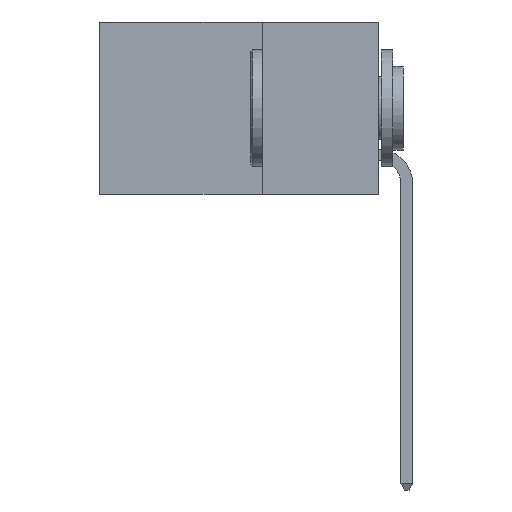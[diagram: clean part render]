
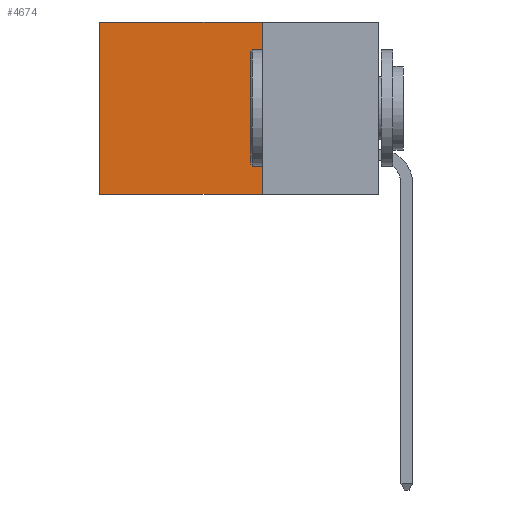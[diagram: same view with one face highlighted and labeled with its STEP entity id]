
A CAD part, left-side view. The second image highlights one B-rep face of the part: STEP entity #4674.
In plain terms, the highlighted planar face has unit normal (-1, 0, 0).
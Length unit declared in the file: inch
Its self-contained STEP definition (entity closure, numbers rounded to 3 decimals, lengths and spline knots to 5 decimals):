
#168 = ORIENTED_EDGE ( 'NONE', *, *, #13499, .T. ) ;
#203 = CARTESIAN_POINT ( 'NONE',  ( 0.2615, 0.25, -0.37 ) ) ;
#562 = VERTEX_POINT ( 'NONE', #15832 ) ;
#1829 = VECTOR ( 'NONE', #14491, 39.37008 ) ;
#2022 = AXIS2_PLACEMENT_3D ( 'NONE', #5520, #5504, #5477 ) ;
#3891 = DIRECTION ( 'NONE',  ( 0., 0., -1. ) ) ;
#4342 = ORIENTED_EDGE ( 'NONE', *, *, #13273, .F. ) ;
#4674 = ADVANCED_FACE ( 'NONE', ( #11296 ), #5710, .F. ) ;
#4887 = CARTESIAN_POINT ( 'NONE',  ( 0.2615, 0.25, 0. ) ) ;
#5096 = CARTESIAN_POINT ( 'NONE',  ( 0.2615, 0.6, 0. ) ) ;
#5477 = DIRECTION ( 'NONE',  ( 0., 0., -1. ) ) ;
#5504 = DIRECTION ( 'NONE',  ( 1., 0., 0. ) ) ;
#5520 = CARTESIAN_POINT ( 'NONE',  ( 0.2615, 0.25, -0.37 ) ) ;
#5701 = DIRECTION ( 'NONE',  ( 0., 0., -1. ) ) ;
#5710 = PLANE ( 'NONE',  #2022 ) ;
#6060 = VERTEX_POINT ( 'NONE', #13958 ) ;
#6509 = LINE ( 'NONE', #9840, #16965 ) ;
#6891 = ORIENTED_EDGE ( 'NONE', *, *, #12495, .T. ) ;
#7068 = DIRECTION ( 'NONE',  ( 0., 1., 0. ) ) ;
#8267 = VERTEX_POINT ( 'NONE', #5096 ) ;
#9318 = CARTESIAN_POINT ( 'NONE',  ( 0.2615, 0.25, -0.37 ) ) ;
#9840 = CARTESIAN_POINT ( 'NONE',  ( 0.2615, 0.6, -0.37 ) ) ;
#10372 = VECTOR ( 'NONE', #3891, 39.37008 ) ;
#11296 = FACE_OUTER_BOUND ( 'NONE', #15029, .T. ) ;
#11378 = LINE ( 'NONE', #203, #14603 ) ;
#11692 = CARTESIAN_POINT ( 'NONE',  ( 0.2615, 0.25, -0.37 ) ) ;
#12351 = LINE ( 'NONE', #4887, #1829 ) ;
#12495 = EDGE_CURVE ( 'NONE', #6060, #8267, #12351, .T. ) ;
#13111 = ORIENTED_EDGE ( 'NONE', *, *, #16783, .F. ) ;
#13273 = EDGE_CURVE ( 'NONE', #6060, #14262, #14033, .T. ) ;
#13499 = EDGE_CURVE ( 'NONE', #8267, #562, #6509, .T. ) ;
#13958 = CARTESIAN_POINT ( 'NONE',  ( 0.2615, 0.25, 0. ) ) ;
#14033 = LINE ( 'NONE', #9318, #10372 ) ;
#14262 = VERTEX_POINT ( 'NONE', #11692 ) ;
#14491 = DIRECTION ( 'NONE',  ( 0., 1., 0. ) ) ;
#14603 = VECTOR ( 'NONE', #7068, 39.37008 ) ;
#15029 = EDGE_LOOP ( 'NONE', ( #168, #13111, #4342, #6891 ) ) ;
#15832 = CARTESIAN_POINT ( 'NONE',  ( 0.2615, 0.6, -0.37 ) ) ;
#16783 = EDGE_CURVE ( 'NONE', #14262, #562, #11378, .T. ) ;
#16965 = VECTOR ( 'NONE', #5701, 39.37008 ) ;
